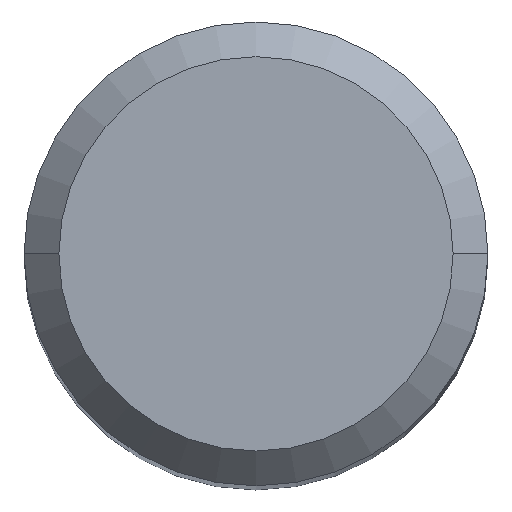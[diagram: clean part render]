
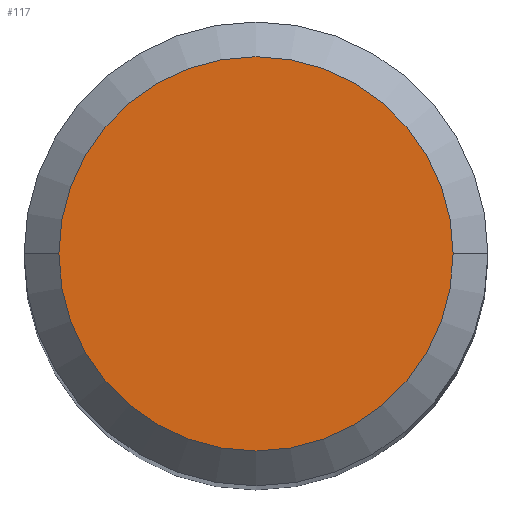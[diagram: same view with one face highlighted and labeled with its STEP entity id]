
A CAD part, top view. The second image highlights one B-rep face of the part: STEP entity #117.
In plain terms, the highlighted planar face has unit normal (0, 0, 1).
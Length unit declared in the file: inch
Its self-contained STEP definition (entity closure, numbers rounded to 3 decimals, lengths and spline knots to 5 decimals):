
#6 = PLANE ( 'NONE',  #300 ) ;
#24 = EDGE_CURVE ( 'NONE', #60, #169, #453, .T. ) ;
#30 = CIRCLE ( 'NONE', #334, 0.13387 ) ;
#60 = VERTEX_POINT ( 'NONE', #435 ) ;
#71 = CARTESIAN_POINT ( 'NONE',  ( 0., 0., 0. ) ) ;
#100 = AXIS2_PLACEMENT_3D ( 'NONE', #249, #322, #314 ) ;
#117 = ADVANCED_FACE ( 'NONE', ( #227 ), #6, .F. ) ;
#149 = DIRECTION ( 'NONE',  ( 0., 0., -1. ) ) ;
#168 = DIRECTION ( 'NONE',  ( 0., 0., 1. ) ) ;
#169 = VERTEX_POINT ( 'NONE', #266 ) ;
#178 = DIRECTION ( 'NONE',  ( 1., 0., 0. ) ) ;
#227 = FACE_OUTER_BOUND ( 'NONE', #451, .T. ) ;
#249 = CARTESIAN_POINT ( 'NONE',  ( 0., 0., 0. ) ) ;
#266 = CARTESIAN_POINT ( 'NONE',  ( -0.13387, 0., 0. ) ) ;
#269 = ORIENTED_EDGE ( 'NONE', *, *, #379, .T. ) ;
#297 = CARTESIAN_POINT ( 'NONE',  ( 0., 0., 0. ) ) ;
#300 = AXIS2_PLACEMENT_3D ( 'NONE', #297, #149, #444 ) ;
#314 = DIRECTION ( 'NONE',  ( 1., 0., 0. ) ) ;
#322 = DIRECTION ( 'NONE',  ( 0., 0., 1. ) ) ;
#334 = AXIS2_PLACEMENT_3D ( 'NONE', #71, #168, #178 ) ;
#379 = EDGE_CURVE ( 'NONE', #169, #60, #30, .T. ) ;
#435 = CARTESIAN_POINT ( 'NONE',  ( 0.13387, 0., 0. ) ) ;
#444 = DIRECTION ( 'NONE',  ( -1., 0., 0. ) ) ;
#449 = ORIENTED_EDGE ( 'NONE', *, *, #24, .T. ) ;
#451 = EDGE_LOOP ( 'NONE', ( #269, #449 ) ) ;
#453 = CIRCLE ( 'NONE', #100, 0.13387 ) ;
